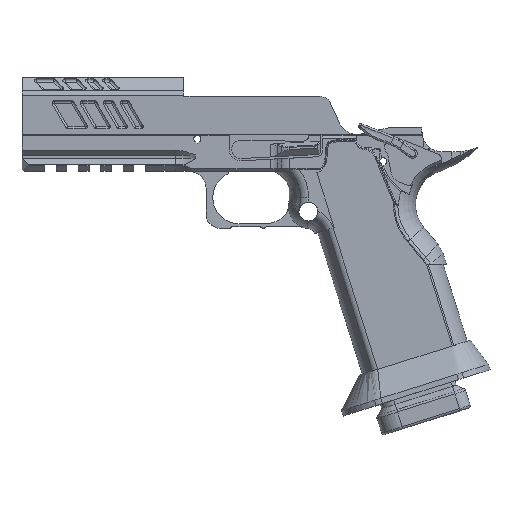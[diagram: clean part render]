
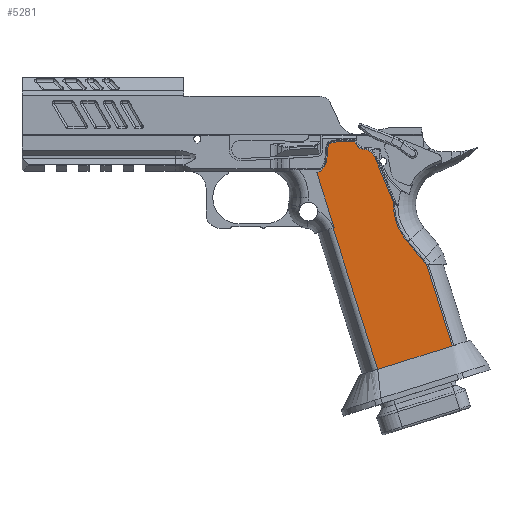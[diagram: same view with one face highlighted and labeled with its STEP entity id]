
A CAD part, top view. The second image highlights one B-rep face of the part: STEP entity #5281.
In plain terms, the highlighted planar face has unit normal (0, 0, 1).
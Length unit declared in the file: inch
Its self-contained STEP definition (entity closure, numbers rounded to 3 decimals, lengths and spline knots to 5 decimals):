
#107 = VECTOR ( 'NONE', #12404, 39.37008 ) ;
#109 = EDGE_CURVE ( 'NONE', #2991, #19692, #24106, .T. ) ;
#178 = EDGE_CURVE ( 'NONE', #7855, #8230, #19934, .T. ) ;
#202 = VERTEX_POINT ( 'NONE', #977 ) ;
#336 = EDGE_CURVE ( 'NONE', #2273, #1704, #20693, .T. ) ;
#403 = ORIENTED_EDGE ( 'NONE', *, *, #8681, .F. ) ;
#539 = LINE ( 'NONE', #7817, #8025 ) ;
#772 = CARTESIAN_POINT ( 'NONE',  ( 0.994, 1.2759, 0.54094 ) ) ;
#977 = CARTESIAN_POINT ( 'NONE',  ( 0.3234, 0.90498, 0.54094 ) ) ;
#1079 = AXIS2_PLACEMENT_3D ( 'NONE', #10820, #14039, #20151 ) ;
#1704 = VERTEX_POINT ( 'NONE', #3554 ) ;
#1763 = CARTESIAN_POINT ( 'NONE',  ( 2.97587, -0.93185, 0.54094 ) ) ;
#2210 = CARTESIAN_POINT ( 'NONE',  ( 2.50609, 0.11945, 0.54094 ) ) ;
#2273 = VERTEX_POINT ( 'NONE', #19698 ) ;
#2409 = ORIENTED_EDGE ( 'NONE', *, *, #336, .T. ) ;
#2548 = ORIENTED_EDGE ( 'NONE', *, *, #178, .T. ) ;
#2991 = VERTEX_POINT ( 'NONE', #13729 ) ;
#3188 = VECTOR ( 'NONE', #20318, 39.37008 ) ;
#3224 = ORIENTED_EDGE ( 'NONE', *, *, #5871, .T. ) ;
#3554 = CARTESIAN_POINT ( 'NONE',  ( 1.50053, 0.15569, 0.54094 ) ) ;
#3604 = ORIENTED_EDGE ( 'NONE', *, *, #109, .F. ) ;
#3726 = CARTESIAN_POINT ( 'NONE',  ( 0.97342, 0.88316, 0.54094 ) ) ;
#4118 = LINE ( 'NONE', #17386, #19652 ) ;
#4160 = CARTESIAN_POINT ( 'NONE',  ( 0.45187, -0.28195, 0.54094 ) ) ;
#4417 = DIRECTION ( 'NONE',  ( 1., 0., 0. ) ) ;
#4432 = DIRECTION ( 'NONE',  ( 0., 0., -1. ) ) ;
#4891 = EDGE_CURVE ( 'NONE', #17151, #21716, #15295, .T. ) ;
#5051 = CARTESIAN_POINT ( 'NONE',  ( 1.50053, 0.15569, 0.54094 ) ) ;
#5230 = CARTESIAN_POINT ( 'NONE',  ( 0.4331, -0.28787, 0.54094 ) ) ;
#5281 = ADVANCED_FACE ( 'NONE', ( #6040 ), #13659, .T. ) ;
#5441 = CARTESIAN_POINT ( 'NONE',  ( 1.69595, 0.28728, 0.54094 ) ) ;
#5469 = LINE ( 'NONE', #1763, #17886 ) ;
#5590 = DIRECTION ( 'NONE',  ( -1., 0., 0. ) ) ;
#5789 = AXIS2_PLACEMENT_3D ( 'NONE', #19308, #4432, #6644 ) ;
#5871 = EDGE_CURVE ( 'NONE', #17944, #20146, #5469, .T. ) ;
#6001 = CIRCLE ( 'NONE', #12695, 0.18469 ) ;
#6040 = FACE_OUTER_BOUND ( 'NONE', #22920, .T. ) ;
#6244 = CARTESIAN_POINT ( 'NONE',  ( 0.14656, 0.68639, 0.54094 ) ) ;
#6644 = DIRECTION ( 'NONE',  ( 1., 0., 0. ) ) ;
#6680 = ORIENTED_EDGE ( 'NONE', *, *, #21217, .T. ) ;
#6780 = ORIENTED_EDGE ( 'NONE', *, *, #12648, .T. ) ;
#7182 = DIRECTION ( 'NONE',  ( 0., 0., 1. ) ) ;
#7194 = VECTOR ( 'NONE', #20280, 39.37008 ) ;
#7458 = VERTEX_POINT ( 'NONE', #22650 ) ;
#7508 = AXIS2_PLACEMENT_3D ( 'NONE', #2210, #19418, #4417 ) ;
#7817 = CARTESIAN_POINT ( 'NONE',  ( 1.74052, -0.53352, 0.54094 ) ) ;
#7824 = VERTEX_POINT ( 'NONE', #23449 ) ;
#7855 = VERTEX_POINT ( 'NONE', #12396 ) ;
#7869 = CARTESIAN_POINT ( 'NONE',  ( 2.08027, -0.93185, 0.54094 ) ) ;
#7898 = DIRECTION ( 'NONE',  ( 0.301, -0.954, 0. ) ) ;
#8025 = VECTOR ( 'NONE', #9676, 39.37008 ) ;
#8230 = VERTEX_POINT ( 'NONE', #12232 ) ;
#8681 = EDGE_CURVE ( 'NONE', #17944, #7458, #19937, .T. ) ;
#9172 = DIRECTION ( 'NONE',  ( -0.954, -0.301, 0. ) ) ;
#9251 = AXIS2_PLACEMENT_3D ( 'NONE', #3726, #7182, #15047 ) ;
#9676 = DIRECTION ( 'NONE',  ( -0.649, 0.761, 0. ) ) ;
#10100 = EDGE_CURVE ( 'NONE', #12554, #7824, #6001, .T. ) ;
#10380 = EDGE_CURVE ( 'NONE', #7824, #7855, #14653, .T. ) ;
#10714 = ORIENTED_EDGE ( 'NONE', *, *, #10380, .T. ) ;
#10820 = CARTESIAN_POINT ( 'NONE',  ( 0.40992, 1.14456, 0.54094 ) ) ;
#10824 = VECTOR ( 'NONE', #17835, 39.37008 ) ;
#11274 = CARTESIAN_POINT ( 'NONE',  ( 0.98433, 1.09147, 0.54094 ) ) ;
#11443 = EDGE_CURVE ( 'NONE', #202, #17151, #12555, .T. ) ;
#11467 = DIRECTION ( 'NONE',  ( 1., 0., 0. ) ) ;
#11494 = AXIS2_PLACEMENT_3D ( 'NONE', #20469, #15190, #15067 ) ;
#11588 = ORIENTED_EDGE ( 'NONE', *, *, #15451, .T. ) ;
#11850 = CARTESIAN_POINT ( 'NONE',  ( 2.08034, -0.93185, 0.54094 ) ) ;
#12121 = DIRECTION ( 'NONE',  ( 1., 0., 0. ) ) ;
#12229 = ORIENTED_EDGE ( 'NONE', *, *, #16491, .T. ) ;
#12232 = CARTESIAN_POINT ( 'NONE',  ( 0.34486, 1.15025, 0.54094 ) ) ;
#12396 = CARTESIAN_POINT ( 'NONE',  ( 0.39283, 1.2076, 0.54094 ) ) ;
#12404 = DIRECTION ( 'NONE',  ( -0.087, -0.996, 0. ) ) ;
#12554 = VERTEX_POINT ( 'NONE', #11274 ) ;
#12555 = CIRCLE ( 'NONE', #21964, 0.25158 ) ;
#12560 = LINE ( 'NONE', #5051, #10824 ) ;
#12648 = EDGE_CURVE ( 'NONE', #2991, #7458, #4118, .T. ) ;
#12695 = AXIS2_PLACEMENT_3D ( 'NONE', #772, #21329, #12121 ) ;
#12722 = VECTOR ( 'NONE', #9172, 39.37008 ) ;
#13312 = DIRECTION ( 'NONE',  ( 0., 0., -1. ) ) ;
#13590 = DIRECTION ( 'NONE',  ( 0.954, 0.301, 0. ) ) ;
#13659 = PLANE ( 'NONE',  #7508 ) ;
#13729 = CARTESIAN_POINT ( 'NONE',  ( 1.21951, -2.78205, 0.54094 ) ) ;
#13993 = ORIENTED_EDGE ( 'NONE', *, *, #17319, .T. ) ;
#14039 = DIRECTION ( 'NONE',  ( 0., 0., 1. ) ) ;
#14653 = CIRCLE ( 'NONE', #11494, 0.96531 ) ;
#14959 = ORIENTED_EDGE ( 'NONE', *, *, #10100, .T. ) ;
#15047 = DIRECTION ( 'NONE',  ( 1., 0., 0. ) ) ;
#15067 = DIRECTION ( 'NONE',  ( 1., 0., 0. ) ) ;
#15190 = DIRECTION ( 'NONE',  ( 0., 0., 1. ) ) ;
#15295 = LINE ( 'NONE', #22777, #23201 ) ;
#15451 = EDGE_CURVE ( 'NONE', #21716, #19692, #22199, .T. ) ;
#15498 = VERTEX_POINT ( 'NONE', #18266 ) ;
#16223 = CARTESIAN_POINT ( 'NONE',  ( 0.4331, -0.28787, 0.54094 ) ) ;
#16448 = ORIENTED_EDGE ( 'NONE', *, *, #4891, .T. ) ;
#16491 = EDGE_CURVE ( 'NONE', #20146, #2273, #539, .T. ) ;
#16506 = ORIENTED_EDGE ( 'NONE', *, *, #11443, .T. ) ;
#16603 = CARTESIAN_POINT ( 'NONE',  ( 1.49739, -3.66337, 0.54094 ) ) ;
#17151 = VERTEX_POINT ( 'NONE', #6244 ) ;
#17319 = EDGE_CURVE ( 'NONE', #8230, #202, #19757, .T. ) ;
#17386 = CARTESIAN_POINT ( 'NONE',  ( 3.22186, -2.15071, 0.54094 ) ) ;
#17835 = DIRECTION ( 'NONE',  ( -0.383, 0.924, 0. ) ) ;
#17886 = VECTOR ( 'NONE', #5590, 39.37008 ) ;
#17920 = CARTESIAN_POINT ( 'NONE',  ( 0.34486, 1.15025, 0.54094 ) ) ;
#17944 = VERTEX_POINT ( 'NONE', #11850 ) ;
#18266 = CARTESIAN_POINT ( 'NONE',  ( 1.16614, 0.96299, 0.54094 ) ) ;
#19308 = CARTESIAN_POINT ( 'NONE',  ( 2.50609, 0.11945, 0.54094 ) ) ;
#19386 = EDGE_CURVE ( 'NONE', #1704, #15498, #12560, .T. ) ;
#19418 = DIRECTION ( 'NONE',  ( 0., 0., 1. ) ) ;
#19652 = VECTOR ( 'NONE', #13590, 39.37008 ) ;
#19692 = VERTEX_POINT ( 'NONE', #16223 ) ;
#19698 = CARTESIAN_POINT ( 'NONE',  ( 1.74052, -0.53352, 0.54094 ) ) ;
#19757 = LINE ( 'NONE', #17920, #107 ) ;
#19934 = CIRCLE ( 'NONE', #1079, 0.06531 ) ;
#19937 = LINE ( 'NONE', #5441, #3188 ) ;
#20146 = VERTEX_POINT ( 'NONE', #7869 ) ;
#20151 = DIRECTION ( 'NONE',  ( 1., 0., 0. ) ) ;
#20280 = DIRECTION ( 'NONE',  ( -0.301, 0.954, 0. ) ) ;
#20318 = DIRECTION ( 'NONE',  ( 0.301, -0.954, 0. ) ) ;
#20469 = CARTESIAN_POINT ( 'NONE',  ( 0.64537, 0.2759, 0.54094 ) ) ;
#20693 = CIRCLE ( 'NONE', #5789, 1.00621 ) ;
#21217 = EDGE_CURVE ( 'NONE', #15498, #12554, #24166, .T. ) ;
#21329 = DIRECTION ( 'NONE',  ( 0., 0., -1. ) ) ;
#21716 = VERTEX_POINT ( 'NONE', #4160 ) ;
#21964 = AXIS2_PLACEMENT_3D ( 'NONE', #22412, #13312, #11467 ) ;
#22199 = LINE ( 'NONE', #5230, #12722 ) ;
#22412 = CARTESIAN_POINT ( 'NONE',  ( 0.07277, 0.9269, 0.54094 ) ) ;
#22650 = CARTESIAN_POINT ( 'NONE',  ( 2.53311, -2.36787, 0.54094 ) ) ;
#22777 = CARTESIAN_POINT ( 'NONE',  ( 0.14656, 0.68639, 0.54094 ) ) ;
#22920 = EDGE_LOOP ( 'NONE', ( #3604, #6780, #403, #3224, #12229, #2409, #22970, #6680, #14959, #10714, #2548, #13993, #16506, #16448, #11588 ) ) ;
#22970 = ORIENTED_EDGE ( 'NONE', *, *, #19386, .T. ) ;
#23201 = VECTOR ( 'NONE', #7898, 39.37008 ) ;
#23449 = CARTESIAN_POINT ( 'NONE',  ( 0.81619, 1.22599, 0.54094 ) ) ;
#24106 = LINE ( 'NONE', #16603, #7194 ) ;
#24166 = CIRCLE ( 'NONE', #9251, 0.2086 ) ;
